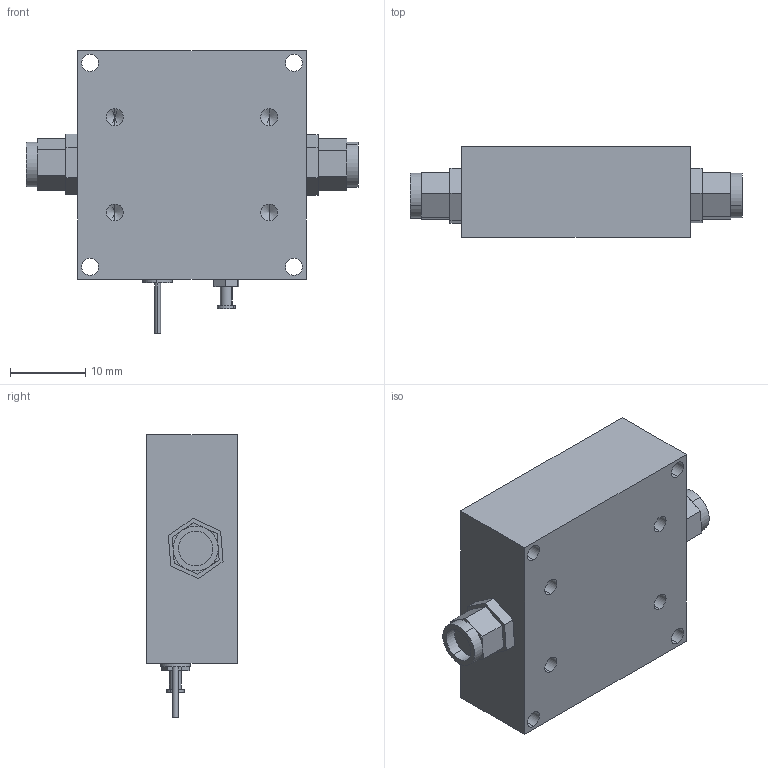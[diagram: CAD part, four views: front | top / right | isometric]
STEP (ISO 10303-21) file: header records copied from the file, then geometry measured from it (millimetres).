
FILE_DESCRIPTION (( 'STEP AP214' ), '1' );
FILE_NAME ('BG-SC-2, Defeatured Male.STEP', '2022-06-01T20:46:59', ( '' ), ( '' ), 'SwSTEP 2.0', 'SolidWorks 2021', '' );
FILE_SCHEMA (( 'AUTOMOTIVE_DESIGN' ));
Length unit declared in the file: inch
Products named in the file (1): BG-SC-2, Defeatured Male
Bounding box: 44.26 x 12.06 x 37.72 mm (x, y, z)
Volume: 11333.2 mm3; surface area: 4948.5 mm2
Topology: 9 solids, 9 shells, 259 faces, 648 edges, 412 vertices
Faces by surface type: plane 149, cylinder 78, cone 32
Entity records: 11237 total; most frequent: CARTESIAN_POINT 1656, ORIENTED_EDGE 1264, DIRECTION 1248, EDGE_CURVE 632, AXIS2_PLACEMENT_3D 452, VERTEX_POINT 412, VECTOR 344, LINE 344
